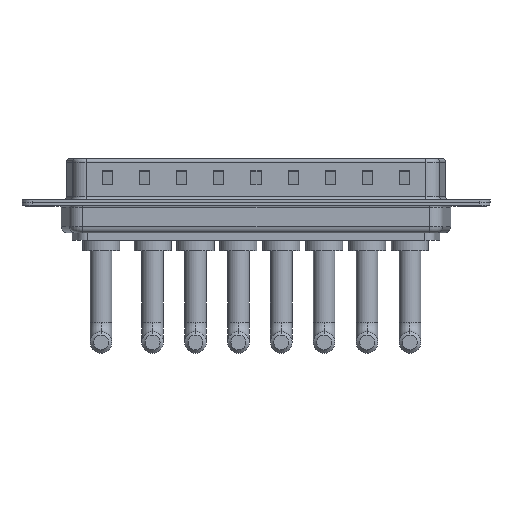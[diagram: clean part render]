
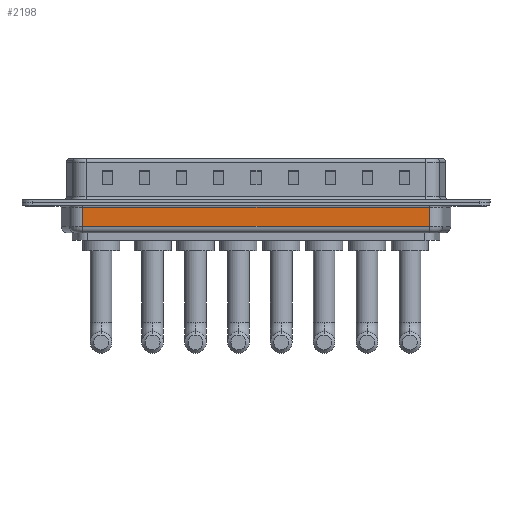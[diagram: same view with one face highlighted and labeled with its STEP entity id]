
A CAD part, front view. The second image highlights one B-rep face of the part: STEP entity #2198.
In plain terms, the highlighted planar face has unit normal (0, -1, 0).
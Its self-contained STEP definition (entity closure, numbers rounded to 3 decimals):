
#306 = DIRECTION ( 'NONE',  ( -1., 0., 0. ) ) ;
#313 = CARTESIAN_POINT ( 'NONE',  ( 6.031, -5.35, -4.5 ) ) ;
#391 = DIRECTION ( 'NONE',  ( 0., 0., 1. ) ) ;
#452 = DIRECTION ( 'NONE',  ( 0., 1., 0. ) ) ;
#1681 = CARTESIAN_POINT ( 'NONE',  ( 6.031, -5.35, -0.65 ) ) ;
#1896 = VERTEX_POINT ( 'NONE', #1681 ) ;
#2198 = ADVANCED_FACE ( 'NONE', ( #13462 ), #5653, .F. ) ;
#3952 = ORIENTED_EDGE ( 'NONE', *, *, #13220, .T. ) ;
#4111 = ORIENTED_EDGE ( 'NONE', *, *, #11249, .F. ) ;
#4565 = CARTESIAN_POINT ( 'NONE',  ( 57.469, -5.35, -4.5 ) ) ;
#4664 = AXIS2_PLACEMENT_3D ( 'NONE', #12457, #452, #306 ) ;
#5366 = EDGE_CURVE ( 'NONE', #13488, #8564, #5570, .T. ) ;
#5433 = VECTOR ( 'NONE', #6800, 1000. ) ;
#5559 = DIRECTION ( 'NONE',  ( -1., 0., 0. ) ) ;
#5570 = LINE ( 'NONE', #6659, #5433 ) ;
#5653 = PLANE ( 'NONE',  #4664 ) ;
#6198 = VECTOR ( 'NONE', #391, 1000. ) ;
#6659 = CARTESIAN_POINT ( 'NONE',  ( 6.031, -5.35, -3.5 ) ) ;
#6800 = DIRECTION ( 'NONE',  ( 1., 0., 0. ) ) ;
#7013 = EDGE_CURVE ( 'NONE', #8564, #12247, #9907, .T. ) ;
#7273 = VECTOR ( 'NONE', #14246, 1000. ) ;
#7729 = LINE ( 'NONE', #9102, #8093 ) ;
#8093 = VECTOR ( 'NONE', #5559, 1000. ) ;
#8282 = CARTESIAN_POINT ( 'NONE',  ( 57.469, -5.35, -0.65 ) ) ;
#8564 = VERTEX_POINT ( 'NONE', #10559 ) ;
#8831 = ORIENTED_EDGE ( 'NONE', *, *, #7013, .T. ) ;
#9078 = EDGE_LOOP ( 'NONE', ( #4111, #10047, #8831, #3952 ) ) ;
#9102 = CARTESIAN_POINT ( 'NONE',  ( 6.031, -5.35, -0.65 ) ) ;
#9907 = LINE ( 'NONE', #4565, #7273 ) ;
#10047 = ORIENTED_EDGE ( 'NONE', *, *, #5366, .T. ) ;
#10559 = CARTESIAN_POINT ( 'NONE',  ( 57.469, -5.35, -3.5 ) ) ;
#11162 = LINE ( 'NONE', #313, #6198 ) ;
#11249 = EDGE_CURVE ( 'NONE', #13488, #1896, #11162, .T. ) ;
#12247 = VERTEX_POINT ( 'NONE', #8282 ) ;
#12457 = CARTESIAN_POINT ( 'NONE',  ( 6.031, -5.35, -4.5 ) ) ;
#13220 = EDGE_CURVE ( 'NONE', #12247, #1896, #7729, .T. ) ;
#13462 = FACE_OUTER_BOUND ( 'NONE', #9078, .T. ) ;
#13488 = VERTEX_POINT ( 'NONE', #13952 ) ;
#13952 = CARTESIAN_POINT ( 'NONE',  ( 6.031, -5.35, -3.5 ) ) ;
#14246 = DIRECTION ( 'NONE',  ( 0., 0., 1. ) ) ;
